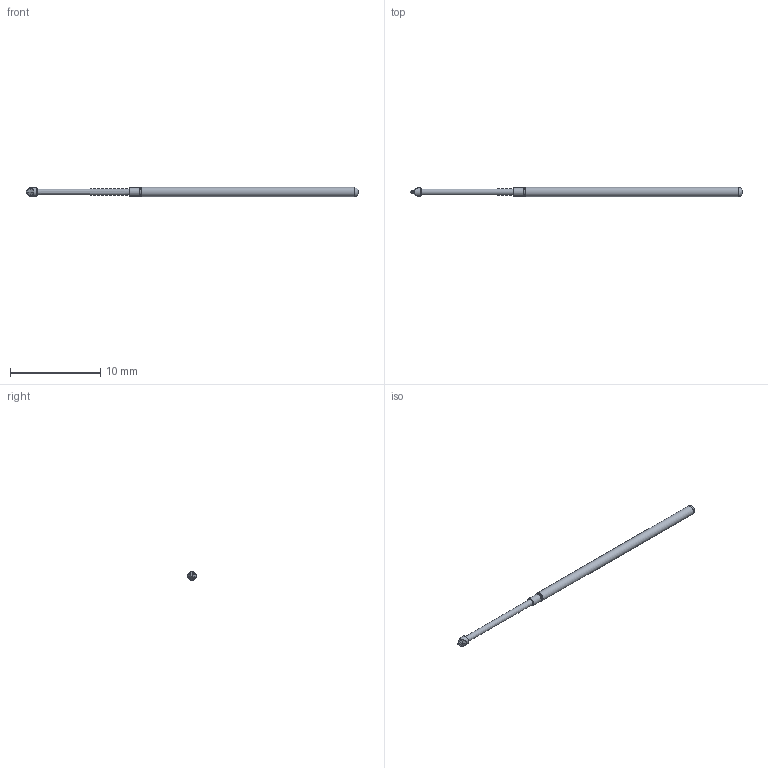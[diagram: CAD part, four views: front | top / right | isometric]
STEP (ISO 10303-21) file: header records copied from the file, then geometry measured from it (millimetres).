
FILE_DESCRIPTION (( 'STEP AP214' ), '1' );
FILE_NAME ('075-PR_4071_-S.STEP', '2017-10-11T18:38:29', ( '' ), ( '' ), 'SwSTEP 2.0', 'SolidWorks 2017', '' );
FILE_SCHEMA (( 'AUTOMOTIVE_DESIGN' ));
Length unit declared in the file: inch
Products named in the file (1): 075-PR_4071_-S
Bounding box: 36.83 x 1.02 x 1.02 mm (x, y, z)
Volume: 24.6 mm3; surface area: 106.1 mm2
Topology: 1 solids, 1 shells, 24 faces, 52 edges, 31 vertices
Faces by surface type: plane 15, torus 3, cylinder 3, cone 3
Full cylindrical faces by diameter (mm): 0.914 x1, 0.965 x1, 1.021 x1
Entity records: 940 total; most frequent: CARTESIAN_POINT 133, DIRECTION 90, ORIENTED_EDGE 84, EDGE_CURVE 42, AXIS2_PLACEMENT_3D 35, EDGE_LOOP 34, FACE_OUTER_BOUND 30, VERTEX_POINT 30
